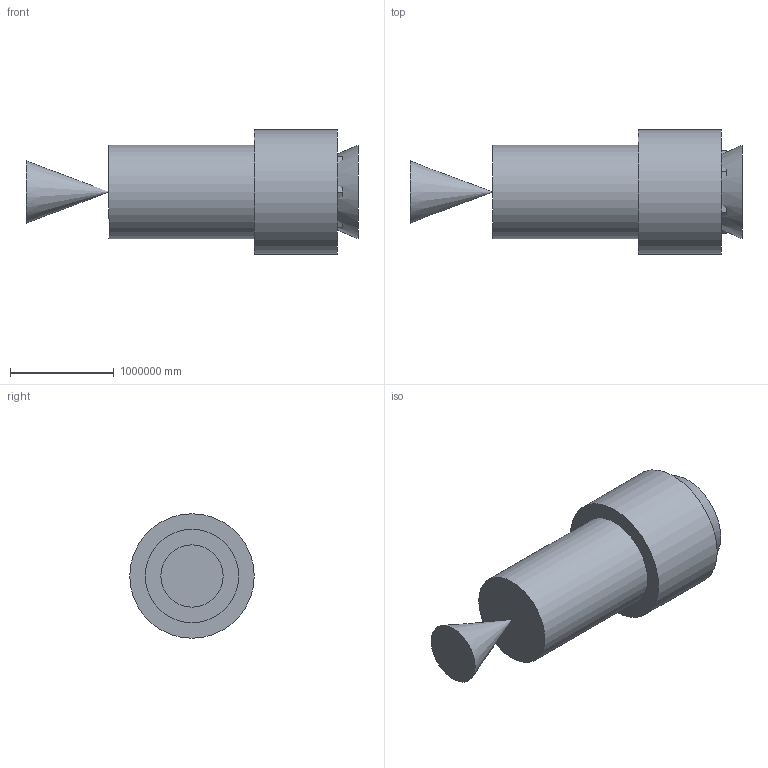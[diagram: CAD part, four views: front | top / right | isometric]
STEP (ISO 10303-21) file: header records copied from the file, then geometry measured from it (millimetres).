
FILE_DESCRIPTION(('FreeCAD Model'),'2;1');
FILE_NAME('Open CASCADE Shape Model','2025-09-13T03:11:19',('Author'),( ''),'Open CASCADE STEP processor 7.8','FreeCAD','Unknown');
FILE_SCHEMA(('AUTOMOTIVE_DESIGN { 1 0 10303 214 1 1 1 1 }'));
Length unit declared in the file: metre
Products named in the file (6): Rear; Nose; Mid; Aerospike_Nozzle; Hull; Hex_Reactor
Bounding box: 3200000 x 1200000 x 1200000 mm (x, y, z)
Volume: 4351247979809784832 mm3; surface area: 27456797152171.5 mm2
Topology: 7 solids, 7 shells, 51 faces, 138 edges, 112 vertices
Faces by surface type: plane 37, cylinder 11, cone 3
Full cylindrical faces by diameter (mm): 900000 x2, 1200000 x2
Entity records: 3528 total; most frequent: CARTESIAN_POINT 612, DIRECTION 498, LINE 316, VECTOR 316, ORIENTED_EDGE 272, PCURVE 272, DEFINITIONAL_REPRESENTATION 272, EDGE_CURVE 136
